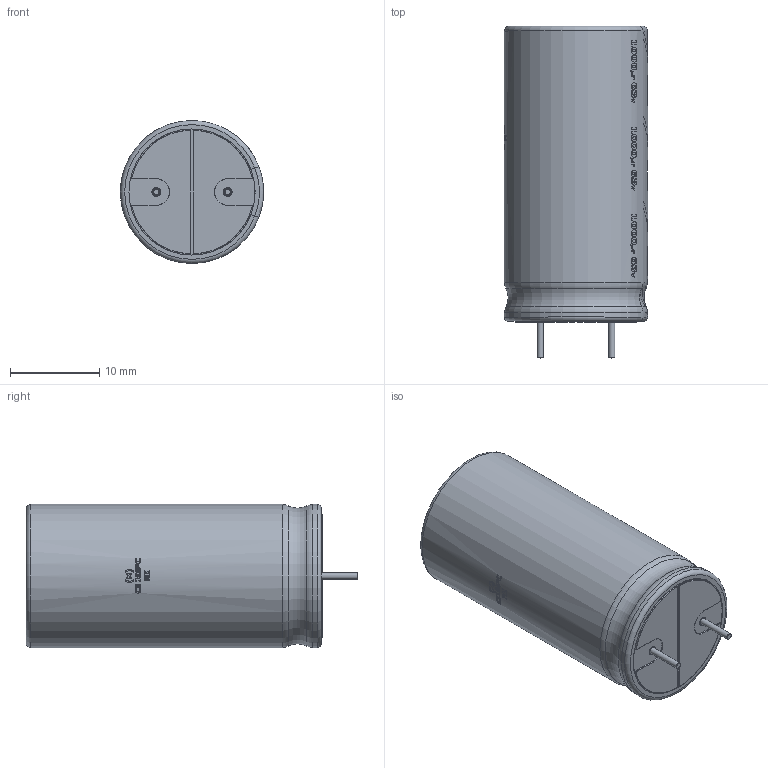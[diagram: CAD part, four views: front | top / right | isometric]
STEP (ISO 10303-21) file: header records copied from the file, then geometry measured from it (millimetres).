
FILE_DESCRIPTION(/* description */ (''),/* implementation_level */ '2;1');
FILE_NAME(/* name */ '1000uF 63V electr 16 x33mm -P.diameter 8mm-Black-White.stp',/* time_stamp */ '2023-02-17T03:11:26+01:00',/* author */ ('JOSE LUIS'),/* organization */ (''),/* preprocessor_version */ 'ST-DEVELOPER v18',/* originating_system */ 'Autodesk Inventor 2020',/* authorisation */ '');
FILE_SCHEMA (('AUTOMOTIVE_DESIGN { 1 0 10303 214 3 1 1 }'));
Length unit declared in the file: millimetre
Products named in the file (1): 1000uF 63V electr 16 x33mm -P.diameter 8mm-Black-Yellow
Bounding box: 16 x 37.1 x 16 mm (x, y, z)
Volume: 6596.2 mm3; surface area: 2082 mm2
Topology: 1 solids, 1 shells, 193 faces, 908 edges, 782 vertices
Faces by surface type: cylinder 115, torus 42, plane 32, cone 4
Full cylindrical faces by diameter (mm): 0.7 x2, 0.77 x2, 0.95 x2, 14 x1, 14.1 x1
Entity records: 12423 total; most frequent: CARTESIAN_POINT 4971, ORIENTED_EDGE 1816, DIRECTION 1163, EDGE_CURVE 908, VERTEX_POINT 782, AXIS2_PLACEMENT_3D 471, B_SPLINE_CURVE_WITH_KNOTS 410, EDGE_LOOP 258
